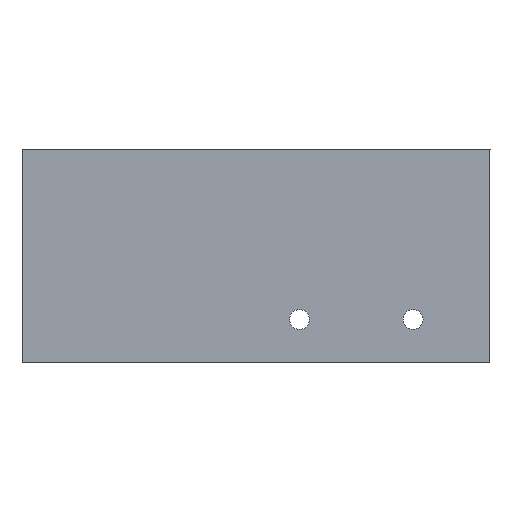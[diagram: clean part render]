
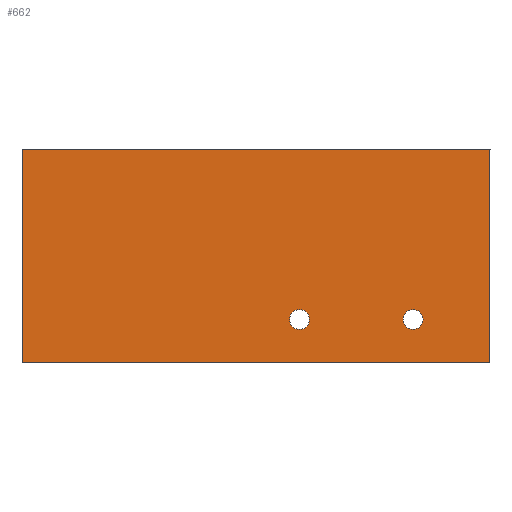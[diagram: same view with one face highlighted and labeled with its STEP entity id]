
A CAD part, left-side view. The second image highlights one B-rep face of the part: STEP entity #662.
In plain terms, the highlighted planar face has unit normal (-1, 0, 0).
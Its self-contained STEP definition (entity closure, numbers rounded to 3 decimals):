
#31=FACE_BOUND('',#129,.T.);
#32=FACE_BOUND('',#130,.T.);
#52=PLANE('',#734);
#82=FACE_OUTER_BOUND('',#128,.T.);
#128=EDGE_LOOP('',(#585,#586,#587,#588));
#129=EDGE_LOOP('',(#589));
#130=EDGE_LOOP('',(#590));
#149=LINE('',#958,#211);
#159=LINE('',#975,#221);
#197=LINE('',#1092,#259);
#198=LINE('',#1093,#260);
#211=VECTOR('',#777,10.);
#221=VECTOR('',#789,10.);
#259=VECTOR('',#909,10.);
#260=VECTOR('',#910,10.);
#264=CIRCLE('',#681,1.5);
#268=CIRCLE('',#687,1.5);
#292=VERTEX_POINT('',#921);
#296=VERTEX_POINT('',#933);
#305=VERTEX_POINT('',#955);
#306=VERTEX_POINT('',#957);
#312=VERTEX_POINT('',#973);
#350=VERTEX_POINT('',#1091);
#353=EDGE_CURVE('',#292,#292,#264,.T.);
#359=EDGE_CURVE('',#296,#296,#268,.T.);
#369=EDGE_CURVE('',#305,#306,#149,.T.);
#379=EDGE_CURVE('',#305,#312,#159,.T.);
#437=EDGE_CURVE('',#350,#312,#197,.T.);
#438=EDGE_CURVE('',#306,#350,#198,.T.);
#585=ORIENTED_EDGE('',*,*,#369,.F.);
#586=ORIENTED_EDGE('',*,*,#379,.T.);
#587=ORIENTED_EDGE('',*,*,#437,.F.);
#588=ORIENTED_EDGE('',*,*,#438,.F.);
#589=ORIENTED_EDGE('',*,*,#353,.T.);
#590=ORIENTED_EDGE('',*,*,#359,.T.);
#662=ADVANCED_FACE('',(#82,#31,#32),#52,.T.);
#681=AXIS2_PLACEMENT_3D('',#923,#744,#745);
#687=AXIS2_PLACEMENT_3D('',#935,#758,#759);
#734=AXIS2_PLACEMENT_3D('',#1090,#907,#908);
#744=DIRECTION('center_axis',(1.,0.,0.));
#745=DIRECTION('ref_axis',(0.,0.,-1.));
#758=DIRECTION('center_axis',(1.,0.,0.));
#759=DIRECTION('ref_axis',(0.,0.,-1.));
#777=DIRECTION('',(0.,0.,-1.));
#789=DIRECTION('',(0.,1.,0.));
#907=DIRECTION('center_axis',(-1.,0.,0.));
#908=DIRECTION('ref_axis',(0.,0.,1.));
#909=DIRECTION('',(0.,0.,1.));
#910=DIRECTION('',(0.,1.,0.));
#921=CARTESIAN_POINT('',(-27.5,11.5,-8.));
#923=CARTESIAN_POINT('Origin',(-27.5,11.5,-9.5));
#933=CARTESIAN_POINT('',(-27.5,28.5,-8.));
#935=CARTESIAN_POINT('Origin',(-27.5,28.5,-9.5));
#955=CARTESIAN_POINT('',(-27.5,0.,16.));
#957=CARTESIAN_POINT('',(-27.5,0.,-16.));
#958=CARTESIAN_POINT('',(-27.5,0.,16.));
#973=CARTESIAN_POINT('',(-27.5,70.,16.));
#975=CARTESIAN_POINT('',(-27.5,0.,16.));
#1090=CARTESIAN_POINT('Origin',(-27.5,0.,-16.));
#1091=CARTESIAN_POINT('',(-27.5,70.,-16.));
#1092=CARTESIAN_POINT('',(-27.5,70.,16.));
#1093=CARTESIAN_POINT('',(-27.5,0.,-16.));
